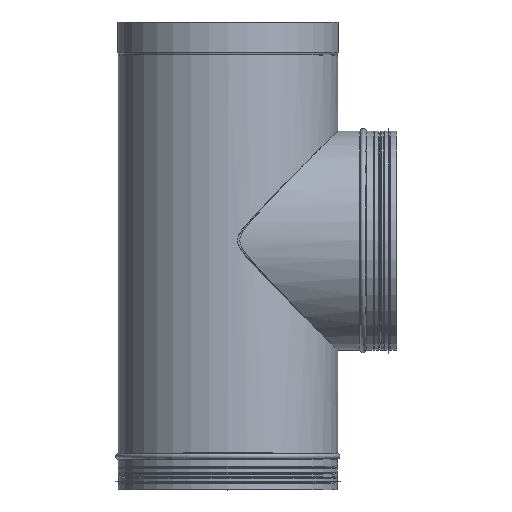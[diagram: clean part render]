
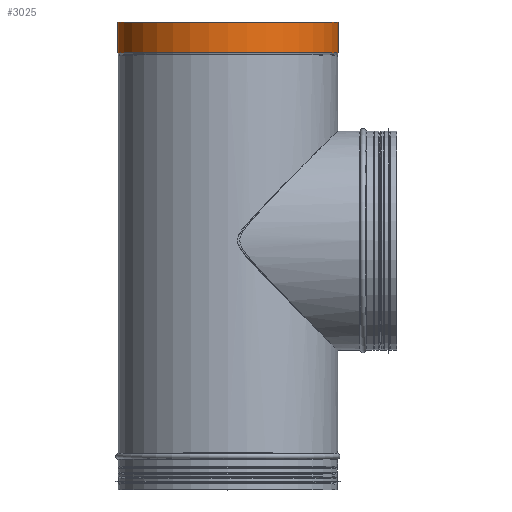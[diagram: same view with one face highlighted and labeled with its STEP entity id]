
A CAD part, top view. The second image highlights one B-rep face of the part: STEP entity #3025.
In plain terms, the highlighted cylindrical face has radius 252.6 mm (diameter 505.2 mm), a partial arc.
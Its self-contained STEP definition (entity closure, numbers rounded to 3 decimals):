
#87=CYLINDRICAL_SURFACE('',#3317,252.6);
#260=FACE_OUTER_BOUND('',#470,.T.);
#470=EDGE_LOOP('',(#2125,#2126,#2127,#2128));
#702=CIRCLE('',#3316,252.6);
#703=CIRCLE('',#3318,252.6);
#877=LINE('',#4768,#1064);
#929=LINE('',#5246,#1116);
#1064=VECTOR('',#3735,69.844);
#1116=VECTOR('',#3993,69.844);
#1253=VERTEX_POINT('',#4761);
#1255=VERTEX_POINT('',#4767);
#1258=VERTEX_POINT('',#4774);
#1311=VERTEX_POINT('',#5241);
#1495=EDGE_CURVE('',#1255,#1253,#877,.T.);
#1600=EDGE_CURVE('',#1311,#1255,#702,.T.);
#1602=EDGE_CURVE('',#1258,#1253,#703,.T.);
#1603=EDGE_CURVE('',#1311,#1258,#929,.T.);
#2125=ORIENTED_EDGE('',*,*,#1495,.T.);
#2126=ORIENTED_EDGE('',*,*,#1602,.F.);
#2127=ORIENTED_EDGE('',*,*,#1603,.F.);
#2128=ORIENTED_EDGE('',*,*,#1600,.T.);
#3025=ADVANCED_FACE('',(#260),#87,.T.);
#3316=AXIS2_PLACEMENT_3D('',#5242,#3986,#3987);
#3317=AXIS2_PLACEMENT_3D('',#5244,#3989,#3990);
#3318=AXIS2_PLACEMENT_3D('',#5245,#3991,#3992);
#3735=DIRECTION('',(0.,-1.,0.));
#3986=DIRECTION('center_axis',(0.,-1.,0.));
#3987=DIRECTION('ref_axis',(-1.,0.,0.));
#3989=DIRECTION('center_axis',(0.,-1.,0.));
#3990=DIRECTION('ref_axis',(-1.,0.,0.));
#3991=DIRECTION('center_axis',(0.,-1.,0.));
#3992=DIRECTION('ref_axis',(-1.,0.,0.));
#3993=DIRECTION('',(0.,-1.,0.));
#4761=CARTESIAN_POINT('',(-252.6,1000.156,0.441));
#4767=CARTESIAN_POINT('',(-252.6,1070.,0.441));
#4768=CARTESIAN_POINT('',(-252.6,1070.,0.441));
#4774=CARTESIAN_POINT('',(-252.6,1000.156,0.));
#5241=CARTESIAN_POINT('',(-252.6,1070.,0.));
#5242=CARTESIAN_POINT('Origin',(0.,1070.,0.));
#5244=CARTESIAN_POINT('Origin',(0.,13.179,0.));
#5245=CARTESIAN_POINT('Origin',(0.,1000.156,0.));
#5246=CARTESIAN_POINT('',(-252.6,1070.,0.));
